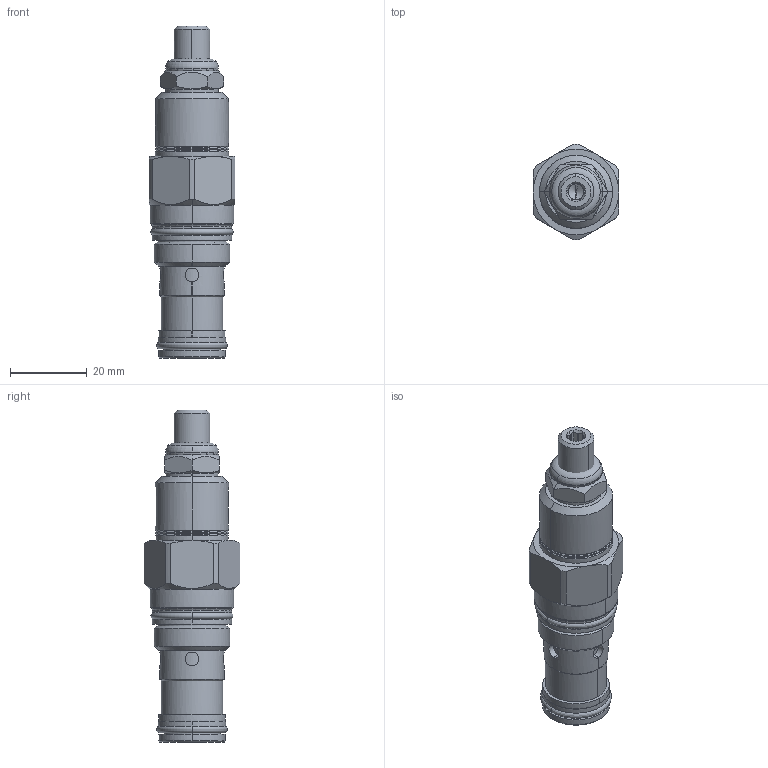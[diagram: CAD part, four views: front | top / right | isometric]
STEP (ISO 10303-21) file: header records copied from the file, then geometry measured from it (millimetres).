
FILE_DESCRIPTION((''),'2;1');
FILE_NAME('NCCBLCN_SW_PRT','2020-12-11T',('charlief'),(''),'PRO/ENGINEER BY PARAMETRIC TECHNOLOGY CORPORATION, 2016010','PRO/ENGINEER BY PARAMETRIC TECHNOLOGY CORPORATION, 2016010','');
FILE_SCHEMA(('CONFIG_CONTROL_DESIGN'));
Products named in the file (1): NCCBLCN_SW_PRT
Bounding box: 22.23 x 24.84 x 86.26 mm (x, y, z)
Surface area: 9473.4 mm2 (no closed solid volume)
Topology: 0 solids, 0 shells, 234 faces, 1078 edges, 1064 vertices
Faces by surface type: bspline 216, torus 18
Entity records: 38061 total; most frequent: CARTESIAN_POINT 28415, DIRECTION 1568, TRIMMED_CURVE 1278, DEFINITIONAL_REPRESENTATION 1052, PCURVE 1052, COMPOSITE_CURVE_SEGMENT 1052, VECTOR 1024, LINE 1024
